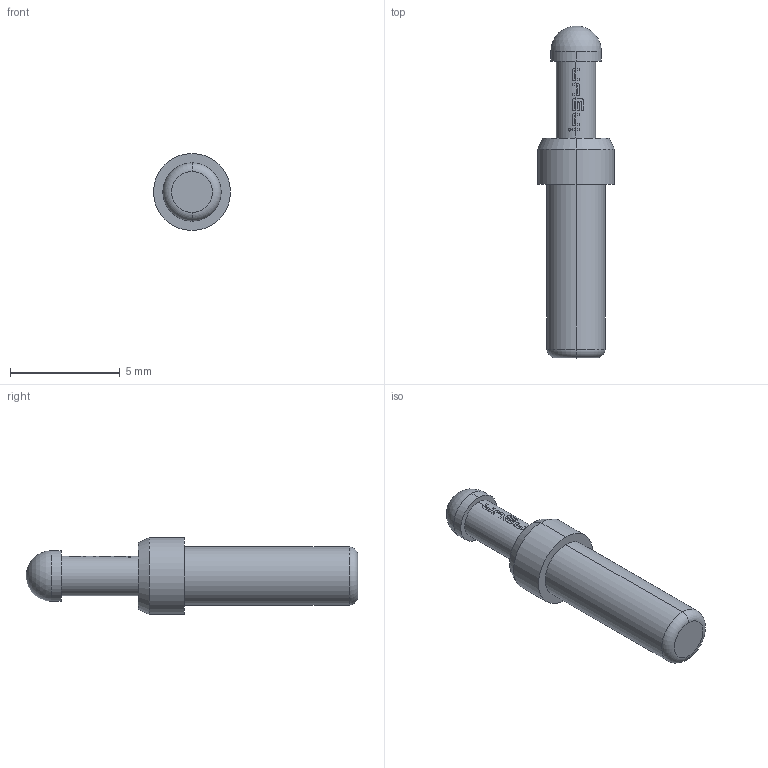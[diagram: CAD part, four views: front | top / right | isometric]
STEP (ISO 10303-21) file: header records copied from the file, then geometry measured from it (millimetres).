
FILE_DESCRIPTION (( 'STEP AP203' ), '1' );
FILE_NAME ('INGUN_GKS-913_305_230_A_xx02_SC.STEP', '2021-10-11T13:34:45', ( 'ochi' ), ( '' ), 'SwSTEP 2.0', 'SolidWorks 2018', '' );
FILE_SCHEMA (( 'CONFIG_CONTROL_DESIGN' ));
Length unit declared in the file: millimetre
Products named in the file (1): INGUN_GKS-913_305_230_A_xx02_SC
Bounding box: 3.5 x 15.1 x 3.5 mm (x, y, z)
Volume: 76.9 mm3; surface area: 134.9 mm2
Topology: 1 solids, 1 shells, 98 faces, 275 edges, 182 vertices
Faces by surface type: bspline 37, plane 29, cylinder 27, cone 2, torus 2, sphere 1
Entity records: 4196 total; most frequent: CARTESIAN_POINT 2139, ORIENTED_EDGE 544, EDGE_CURVE 272, B_SPLINE_CURVE_WITH_KNOTS 222, DIRECTION 196, VERTEX_POINT 180, EDGE_LOOP 102, FACE_OUTER_BOUND 98
